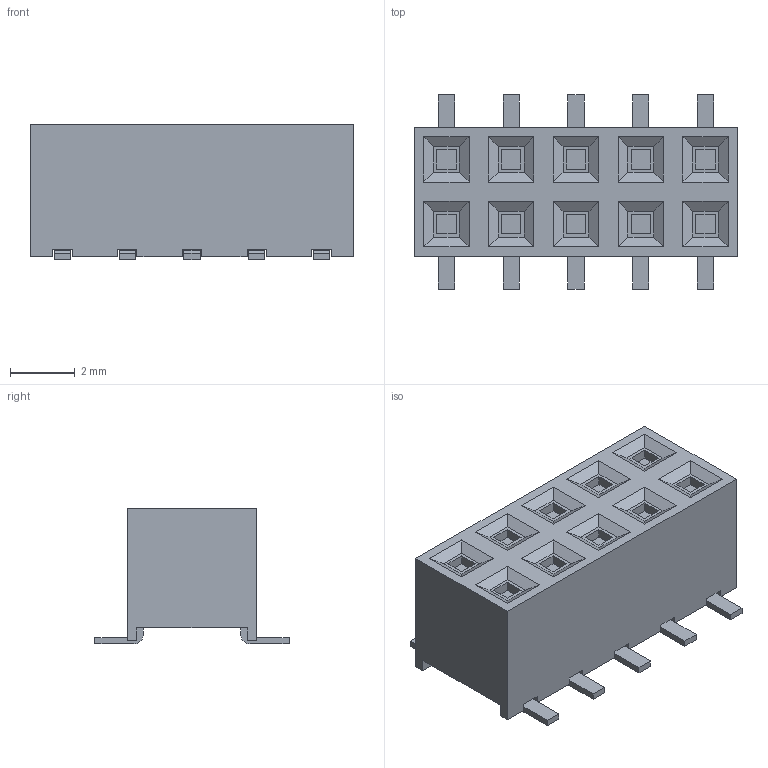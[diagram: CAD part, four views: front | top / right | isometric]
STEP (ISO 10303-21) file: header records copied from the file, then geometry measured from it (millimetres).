
FILE_DESCRIPTION (( 'STEP AP214' ), '1' );
FILE_NAME ('Connector Socket Female 10-pin 2-row 2mm x 2mm 1A 200V SMT Hirose Electric A3-10DA-2SV(71).STEP', '2018-02-12T16:23:44', ( '' ), ( '' ), 'SwSTEP 2.0', 'SolidWorks 2016', '' );
FILE_SCHEMA (( 'AUTOMOTIVE_DESIGN' ));
Length unit declared in the file: millimetre
Products named in the file (1): Connector Socket Female 10-pin 2-row 2mm x 2mm 1A 200V SMT Hirose Electric A3-10DA-2SV(71)
Bounding box: 10 x 6 x 4.2 mm (x, y, z)
Volume: 148.1 mm3; surface area: 230.9 mm2
Topology: 1 solids, 1 shells, 250 faces, 664 edges, 436 vertices
Faces by surface type: plane 230, cylinder 20
Entity records: 7642 total; most frequent: CARTESIAN_POINT 1351, ORIENTED_EDGE 1328, DIRECTION 1206, EDGE_CURVE 664, VECTOR 624, LINE 624, VERTEX_POINT 436, AXIS2_PLACEMENT_3D 291
